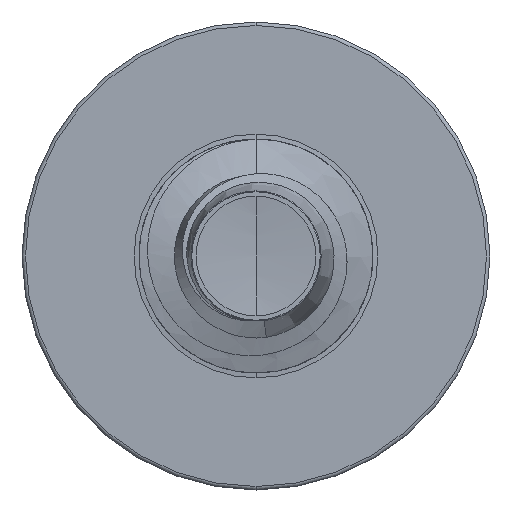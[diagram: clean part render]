
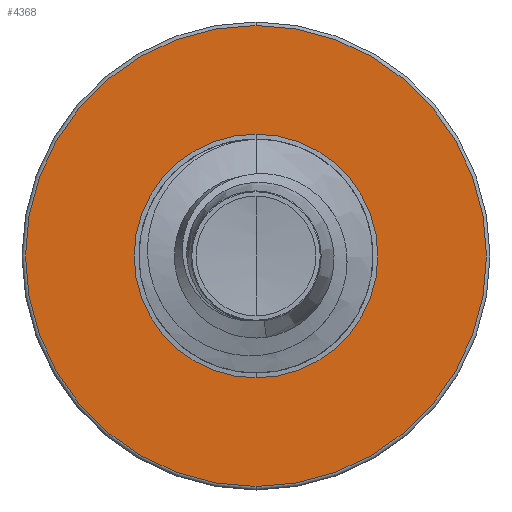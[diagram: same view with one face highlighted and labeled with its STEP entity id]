
A CAD part, front view. The second image highlights one B-rep face of the part: STEP entity #4368.
In plain terms, the highlighted planar face has unit normal (0, -1, 0).
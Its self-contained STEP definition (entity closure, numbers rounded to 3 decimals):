
#252 = FACE_BOUND ( 'NONE', #5668, .T. ) ;
#858 = ORIENTED_EDGE ( 'NONE', *, *, #17160, .T. ) ;
#2605 = VERTEX_POINT ( 'NONE', #4082 ) ;
#4082 = CARTESIAN_POINT ( 'NONE',  ( 0., 8., -2.955 ) ) ;
#4279 = ORIENTED_EDGE ( 'NONE', *, *, #14471, .T. ) ;
#4368 = ADVANCED_FACE ( 'NONE', ( #8368, #252 ), #9316, .F. ) ;
#4464 = CARTESIAN_POINT ( 'NONE',  ( 0., 8., -1.562 ) ) ;
#5668 = EDGE_LOOP ( 'NONE', ( #858, #4279 ) ) ;
#6502 = AXIS2_PLACEMENT_3D ( 'NONE', #13544, #13535, #13517 ) ;
#7607 = EDGE_CURVE ( 'NONE', #2605, #8871, #14689, .T. ) ;
#8095 = CIRCLE ( 'NONE', #15826, 1.562 ) ;
#8368 = FACE_OUTER_BOUND ( 'NONE', #12862, .T. ) ;
#8496 = DIRECTION ( 'NONE',  ( 0., 0., 1. ) ) ;
#8514 = DIRECTION ( 'NONE',  ( 0., 1., 0. ) ) ;
#8536 = CARTESIAN_POINT ( 'NONE',  ( 0., 8., 0. ) ) ;
#8634 = DIRECTION ( 'NONE',  ( 0., 0., 1. ) ) ;
#8656 = DIRECTION ( 'NONE',  ( 0., 1., 0. ) ) ;
#8661 = CARTESIAN_POINT ( 'NONE',  ( 0., 8., 0. ) ) ;
#8871 = VERTEX_POINT ( 'NONE', #9173 ) ;
#9173 = CARTESIAN_POINT ( 'NONE',  ( 0., 8., 2.955 ) ) ;
#9278 = DIRECTION ( 'NONE',  ( 0., 0., 1. ) ) ;
#9296 = DIRECTION ( 'NONE',  ( 0., 1., 0. ) ) ;
#9316 = PLANE ( 'NONE',  #9541 ) ;
#9339 = CARTESIAN_POINT ( 'NONE',  ( 0., 8., -1.562 ) ) ;
#9541 = AXIS2_PLACEMENT_3D ( 'NONE', #9339, #9296, #9278 ) ;
#9902 = ORIENTED_EDGE ( 'NONE', *, *, #7607, .F. ) ;
#12815 = ORIENTED_EDGE ( 'NONE', *, *, #12952, .F. ) ;
#12862 = EDGE_LOOP ( 'NONE', ( #12815, #9902 ) ) ;
#12952 = EDGE_CURVE ( 'NONE', #8871, #2605, #14657, .T. ) ;
#13511 = CARTESIAN_POINT ( 'NONE',  ( 0., 8., 1.562 ) ) ;
#13517 = DIRECTION ( 'NONE',  ( 0., 0., 1. ) ) ;
#13535 = DIRECTION ( 'NONE',  ( 0., 1., 0. ) ) ;
#13544 = CARTESIAN_POINT ( 'NONE',  ( 0., 8., 0. ) ) ;
#14471 = EDGE_CURVE ( 'NONE', #15592, #16517, #15837, .T. ) ;
#14657 = CIRCLE ( 'NONE', #16993, 2.955 ) ;
#14689 = CIRCLE ( 'NONE', #15803, 2.955 ) ;
#15592 = VERTEX_POINT ( 'NONE', #4464 ) ;
#15803 = AXIS2_PLACEMENT_3D ( 'NONE', #15824, #16779, #16771 ) ;
#15824 = CARTESIAN_POINT ( 'NONE',  ( 0., 8., 0. ) ) ;
#15826 = AXIS2_PLACEMENT_3D ( 'NONE', #8661, #8656, #8634 ) ;
#15837 = CIRCLE ( 'NONE', #6502, 1.562 ) ;
#16517 = VERTEX_POINT ( 'NONE', #13511 ) ;
#16771 = DIRECTION ( 'NONE',  ( 0., 0., 1. ) ) ;
#16779 = DIRECTION ( 'NONE',  ( 0., 1., 0. ) ) ;
#16993 = AXIS2_PLACEMENT_3D ( 'NONE', #8536, #8514, #8496 ) ;
#17160 = EDGE_CURVE ( 'NONE', #16517, #15592, #8095, .T. ) ;
